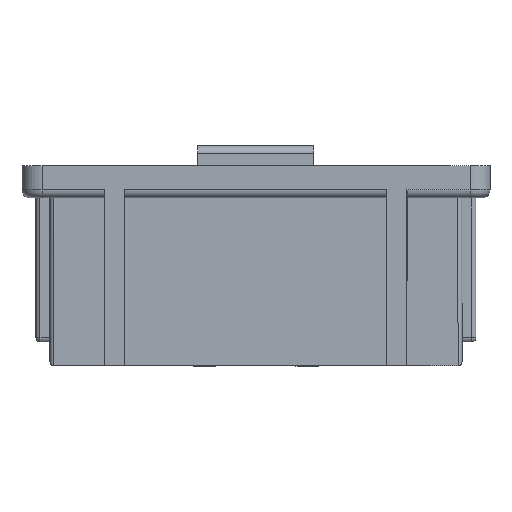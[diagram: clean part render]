
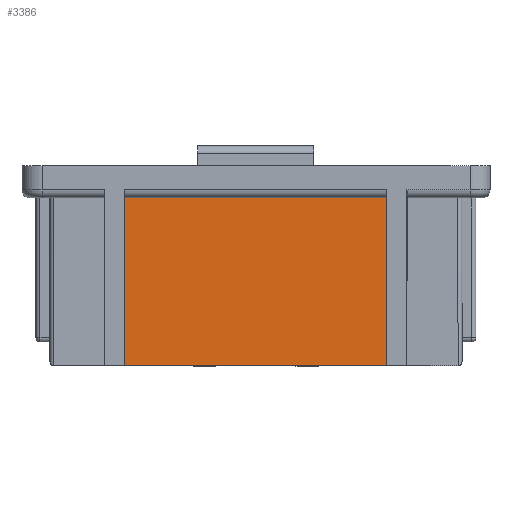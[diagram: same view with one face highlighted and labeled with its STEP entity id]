
A CAD part, front view. The second image highlights one B-rep face of the part: STEP entity #3386.
In plain terms, the highlighted planar face has unit normal (0, -1, 0).
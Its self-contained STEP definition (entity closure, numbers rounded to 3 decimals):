
#799 = FACE_OUTER_BOUND ( 'NONE', #6883, .T. ) ;
#1178 = DIRECTION ( 'NONE',  ( -1., 0., 0. ) ) ;
#1408 = LINE ( 'NONE', #13983, #5084 ) ;
#1780 = DIRECTION ( 'NONE',  ( 1., 0., 0. ) ) ;
#2133 = ORIENTED_EDGE ( 'NONE', *, *, #5763, .T. ) ;
#2565 = PLANE ( 'NONE',  #10052 ) ;
#2797 = CARTESIAN_POINT ( 'NONE',  ( -3.275, -3.025, 4.2 ) ) ;
#3386 = ADVANCED_FACE ( 'NONE', ( #799 ), #2565, .T. ) ;
#3526 = VECTOR ( 'NONE', #18252, 1000. ) ;
#4716 = CARTESIAN_POINT ( 'NONE',  ( -3.275, -3.025, 0. ) ) ;
#5084 = VECTOR ( 'NONE', #14197, 1000. ) ;
#5536 = CARTESIAN_POINT ( 'NONE',  ( 3.275, -3.025, 0. ) ) ;
#5620 = VERTEX_POINT ( 'NONE', #2797 ) ;
#5763 = EDGE_CURVE ( 'NONE', #6156, #19274, #6947, .T. ) ;
#6156 = VERTEX_POINT ( 'NONE', #5536 ) ;
#6169 = LINE ( 'NONE', #7591, #12050 ) ;
#6883 = EDGE_LOOP ( 'NONE', ( #9206, #12445, #14072, #2133 ) ) ;
#6947 = LINE ( 'NONE', #8920, #3526 ) ;
#7591 = CARTESIAN_POINT ( 'NONE',  ( -13.275, -3.025, 4.2 ) ) ;
#8911 = CARTESIAN_POINT ( 'NONE',  ( -5., -3.025, 0. ) ) ;
#8920 = CARTESIAN_POINT ( 'NONE',  ( 3.275, -3.025, 4.2 ) ) ;
#9206 = ORIENTED_EDGE ( 'NONE', *, *, #17489, .T. ) ;
#10052 = AXIS2_PLACEMENT_3D ( 'NONE', #8911, #15248, #12544 ) ;
#11245 = EDGE_CURVE ( 'NONE', #18725, #6156, #15693, .T. ) ;
#11432 = CARTESIAN_POINT ( 'NONE',  ( -13.275, -3.025, 0. ) ) ;
#12050 = VECTOR ( 'NONE', #1178, 1000. ) ;
#12445 = ORIENTED_EDGE ( 'NONE', *, *, #17075, .T. ) ;
#12544 = DIRECTION ( 'NONE',  ( 0., 0., -1. ) ) ;
#13983 = CARTESIAN_POINT ( 'NONE',  ( -3.275, -3.025, 4.2 ) ) ;
#14072 = ORIENTED_EDGE ( 'NONE', *, *, #11245, .T. ) ;
#14197 = DIRECTION ( 'NONE',  ( 0., 0., -1. ) ) ;
#14754 = CARTESIAN_POINT ( 'NONE',  ( 3.275, -3.025, 4.2 ) ) ;
#15248 = DIRECTION ( 'NONE',  ( 0., -1., 0. ) ) ;
#15693 = LINE ( 'NONE', #11432, #19822 ) ;
#17075 = EDGE_CURVE ( 'NONE', #5620, #18725, #1408, .T. ) ;
#17489 = EDGE_CURVE ( 'NONE', #19274, #5620, #6169, .T. ) ;
#18252 = DIRECTION ( 'NONE',  ( 0., 0., 1. ) ) ;
#18725 = VERTEX_POINT ( 'NONE', #4716 ) ;
#19274 = VERTEX_POINT ( 'NONE', #14754 ) ;
#19822 = VECTOR ( 'NONE', #1780, 1000. ) ;
